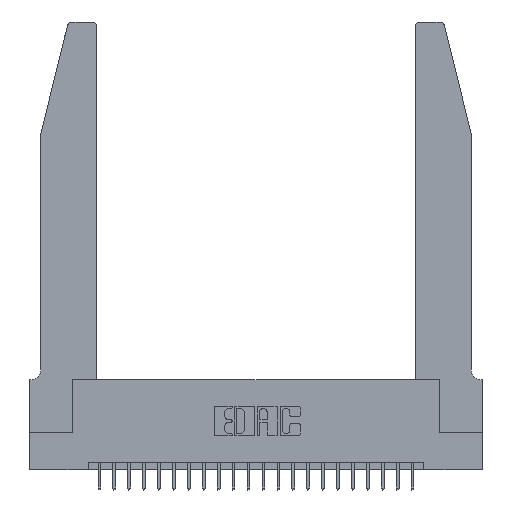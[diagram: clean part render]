
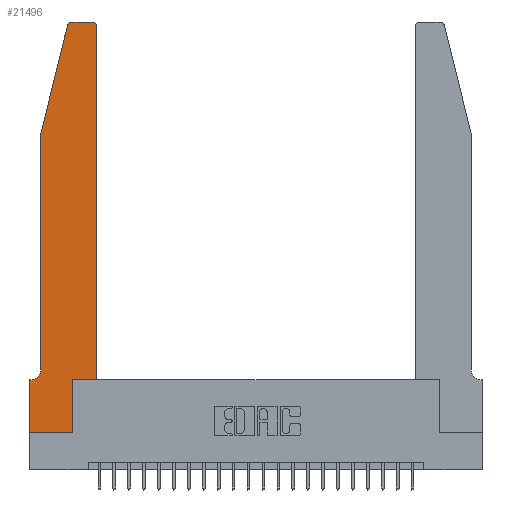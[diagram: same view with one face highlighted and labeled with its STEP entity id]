
A CAD part, top view. The second image highlights one B-rep face of the part: STEP entity #21496.
In plain terms, the highlighted planar face has unit normal (0, 0, 1).
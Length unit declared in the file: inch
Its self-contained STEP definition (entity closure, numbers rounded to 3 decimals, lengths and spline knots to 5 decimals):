
#3 = CARTESIAN_POINT ( 'NONE',  ( 0.0055, 0.42, 0.37 ) ) ;
#47 = VECTOR ( 'NONE', #23129, 39.37008 ) ;
#566 = CARTESIAN_POINT ( 'NONE',  ( 0.0755, 2., 0.37 ) ) ;
#1132 = VERTEX_POINT ( 'NONE', #24173 ) ;
#1336 = LINE ( 'NONE', #8896, #24166 ) ;
#1796 = VECTOR ( 'NONE', #8478, 39.37008 ) ;
#1973 = CARTESIAN_POINT ( 'NONE',  ( 0.4205, 2.75, 0.37 ) ) ;
#2072 = EDGE_CURVE ( 'NONE', #24139, #7501, #6057, .T. ) ;
#2955 = LINE ( 'NONE', #22152, #1796 ) ;
#3307 = CIRCLE ( 'NONE', #12160, 0.03 ) ;
#4149 = EDGE_CURVE ( 'NONE', #5331, #4931, #11056, .T. ) ;
#4849 = DIRECTION ( 'NONE',  ( 0., 0., 1. ) ) ;
#4931 = VERTEX_POINT ( 'NONE', #1973 ) ;
#4998 = DIRECTION ( 'NONE',  ( 0., -1., 0. ) ) ;
#5331 = VERTEX_POINT ( 'NONE', #18488 ) ;
#5369 = PLANE ( 'NONE',  #18564 ) ;
#5489 = FACE_OUTER_BOUND ( 'NONE', #13542, .T. ) ;
#5501 = VECTOR ( 'NONE', #12478, 39.37008 ) ;
#5757 = ORIENTED_EDGE ( 'NONE', *, *, #9696, .T. ) ;
#6011 = LINE ( 'NONE', #566, #19694 ) ;
#6057 = LINE ( 'NONE', #23130, #6782 ) ;
#6323 = CARTESIAN_POINT ( 'NONE',  ( 0., 0., 0.37 ) ) ;
#6575 = VECTOR ( 'NONE', #10586, 39.37008 ) ;
#6782 = VECTOR ( 'NONE', #19474, 39.37008 ) ;
#7174 = ORIENTED_EDGE ( 'NONE', *, *, #19421, .T. ) ;
#7445 = ORIENTED_EDGE ( 'NONE', *, *, #22486, .T. ) ;
#7501 = VERTEX_POINT ( 'NONE', #9557 ) ;
#7581 = CARTESIAN_POINT ( 'NONE',  ( 0.2605, 2.75, 0.37 ) ) ;
#7819 = ORIENTED_EDGE ( 'NONE', *, *, #15852, .T. ) ;
#7953 = EDGE_CURVE ( 'NONE', #24042, #1132, #8200, .T. ) ;
#8200 = LINE ( 'NONE', #6323, #5501 ) ;
#8215 = ORIENTED_EDGE ( 'NONE', *, *, #23084, .T. ) ;
#8478 = DIRECTION ( 'NONE',  ( 0., 1., 0. ) ) ;
#8718 = CARTESIAN_POINT ( 'NONE',  ( 0.25487, 2.72718, 0.37 ) ) ;
#8896 = CARTESIAN_POINT ( 'NONE',  ( 0., 0., 0.37 ) ) ;
#8967 = ORIENTED_EDGE ( 'NONE', *, *, #7953, .T. ) ;
#8978 = DIRECTION ( 'NONE',  ( 1., 0., 0. ) ) ;
#9254 = LINE ( 'NONE', #13144, #23201 ) ;
#9355 = ORIENTED_EDGE ( 'NONE', *, *, #2072, .T. ) ;
#9421 = DIRECTION ( 'NONE',  ( -1., 0., 0. ) ) ;
#9557 = CARTESIAN_POINT ( 'NONE',  ( 0., 0.35, 0.37 ) ) ;
#9594 = AXIS2_PLACEMENT_3D ( 'NONE', #14034, #4849, #10489 ) ;
#9696 = EDGE_CURVE ( 'NONE', #19036, #14991, #9254, .T. ) ;
#10029 = CARTESIAN_POINT ( 'NONE',  ( 0.0755, 2., 0.37 ) ) ;
#10112 = CARTESIAN_POINT ( 'NONE',  ( 0.0755, 0.42, 0.37 ) ) ;
#10489 = DIRECTION ( 'NONE',  ( 1., 0., 0. ) ) ;
#10577 = ORIENTED_EDGE ( 'NONE', *, *, #23925, .T. ) ;
#10586 = DIRECTION ( 'NONE',  ( 0., -1., 0. ) ) ;
#10771 = DIRECTION ( 'NONE',  ( 1., 0., 0. ) ) ;
#11056 = CIRCLE ( 'NONE', #9594, 0.03 ) ;
#11069 = CIRCLE ( 'NONE', #16671, 0.07 ) ;
#11171 = ORIENTED_EDGE ( 'NONE', *, *, #11808, .T. ) ;
#11801 = DIRECTION ( 'NONE',  ( -0.239, -0.971, 0. ) ) ;
#11808 = EDGE_CURVE ( 'NONE', #1132, #19036, #23341, .T. ) ;
#11949 = CARTESIAN_POINT ( 'NONE',  ( 0.2865, 0.35, 0.37 ) ) ;
#12160 = AXIS2_PLACEMENT_3D ( 'NONE', #12742, #18477, #8978 ) ;
#12478 = DIRECTION ( 'NONE',  ( 1., 0., 0. ) ) ;
#12636 = ORIENTED_EDGE ( 'NONE', *, *, #4149, .T. ) ;
#12672 = VERTEX_POINT ( 'NONE', #10112 ) ;
#12742 = CARTESIAN_POINT ( 'NONE',  ( 0.284, 2.72, 0.37 ) ) ;
#13144 = CARTESIAN_POINT ( 'NONE',  ( 0.4505, 0.35, 0.37 ) ) ;
#13166 = ORIENTED_EDGE ( 'NONE', *, *, #21463, .T. ) ;
#13169 = DIRECTION ( 'NONE',  ( 0., 0., 1. ) ) ;
#13542 = EDGE_LOOP ( 'NONE', ( #19909, #7819, #7174, #7445, #10577, #9355, #13166, #8967, #11171, #5757, #8215, #12636 ) ) ;
#14024 = CARTESIAN_POINT ( 'NONE',  ( 0.284, 2.75, 0.37 ) ) ;
#14034 = CARTESIAN_POINT ( 'NONE',  ( 0.4205, 2.72, 0.37 ) ) ;
#14432 = VECTOR ( 'NONE', #15837, 39.37008 ) ;
#14862 = CARTESIAN_POINT ( 'NONE',  ( 0.0755, 2., 0.37 ) ) ;
#14991 = VERTEX_POINT ( 'NONE', #23602 ) ;
#15837 = DIRECTION ( 'NONE',  ( 0., 1., 0. ) ) ;
#15852 = EDGE_CURVE ( 'NONE', #19790, #15874, #3307, .T. ) ;
#15874 = VERTEX_POINT ( 'NONE', #8718 ) ;
#16671 = AXIS2_PLACEMENT_3D ( 'NONE', #3, #22458, #9421 ) ;
#17930 = CARTESIAN_POINT ( 'NONE',  ( 0.2865, 0.35, 0.37 ) ) ;
#18432 = CARTESIAN_POINT ( 'NONE',  ( 0., 0., 0.37 ) ) ;
#18458 = CARTESIAN_POINT ( 'NONE',  ( 0.0055, 0.35, 0.37 ) ) ;
#18477 = DIRECTION ( 'NONE',  ( 0., 0., 1. ) ) ;
#18488 = CARTESIAN_POINT ( 'NONE',  ( 0.4505, 2.72, 0.37 ) ) ;
#18564 = AXIS2_PLACEMENT_3D ( 'NONE', #20670, #13169, #10771 ) ;
#19036 = VERTEX_POINT ( 'NONE', #17930 ) ;
#19094 = LINE ( 'NONE', #7581, #47 ) ;
#19421 = EDGE_CURVE ( 'NONE', #15874, #21155, #6011, .T. ) ;
#19474 = DIRECTION ( 'NONE',  ( -1., 0., 0. ) ) ;
#19694 = VECTOR ( 'NONE', #11801, 39.37008 ) ;
#19790 = VERTEX_POINT ( 'NONE', #14024 ) ;
#19872 = EDGE_CURVE ( 'NONE', #4931, #19790, #19094, .T. ) ;
#19909 = ORIENTED_EDGE ( 'NONE', *, *, #19872, .T. ) ;
#20670 = CARTESIAN_POINT ( 'NONE',  ( 0., 0.35, 0.37 ) ) ;
#21144 = DIRECTION ( 'NONE',  ( 1., 0., 0. ) ) ;
#21155 = VERTEX_POINT ( 'NONE', #10029 ) ;
#21463 = EDGE_CURVE ( 'NONE', #7501, #24042, #1336, .T. ) ;
#21496 = ADVANCED_FACE ( 'NONE', ( #5489 ), #5369, .T. ) ;
#22152 = CARTESIAN_POINT ( 'NONE',  ( 0.4505, 0.35, 0.37 ) ) ;
#22375 = LINE ( 'NONE', #14862, #6575 ) ;
#22458 = DIRECTION ( 'NONE',  ( 0., 0., -1. ) ) ;
#22486 = EDGE_CURVE ( 'NONE', #21155, #12672, #22375, .T. ) ;
#23084 = EDGE_CURVE ( 'NONE', #14991, #5331, #2955, .T. ) ;
#23129 = DIRECTION ( 'NONE',  ( -1., 0., 0. ) ) ;
#23130 = CARTESIAN_POINT ( 'NONE',  ( 0.0755, 0.35, 0.37 ) ) ;
#23201 = VECTOR ( 'NONE', #21144, 39.37008 ) ;
#23341 = LINE ( 'NONE', #11949, #14432 ) ;
#23602 = CARTESIAN_POINT ( 'NONE',  ( 0.4505, 0.35, 0.37 ) ) ;
#23925 = EDGE_CURVE ( 'NONE', #12672, #24139, #11069, .T. ) ;
#24042 = VERTEX_POINT ( 'NONE', #18432 ) ;
#24139 = VERTEX_POINT ( 'NONE', #18458 ) ;
#24166 = VECTOR ( 'NONE', #4998, 39.37008 ) ;
#24173 = CARTESIAN_POINT ( 'NONE',  ( 0.2865, 0., 0.37 ) ) ;
